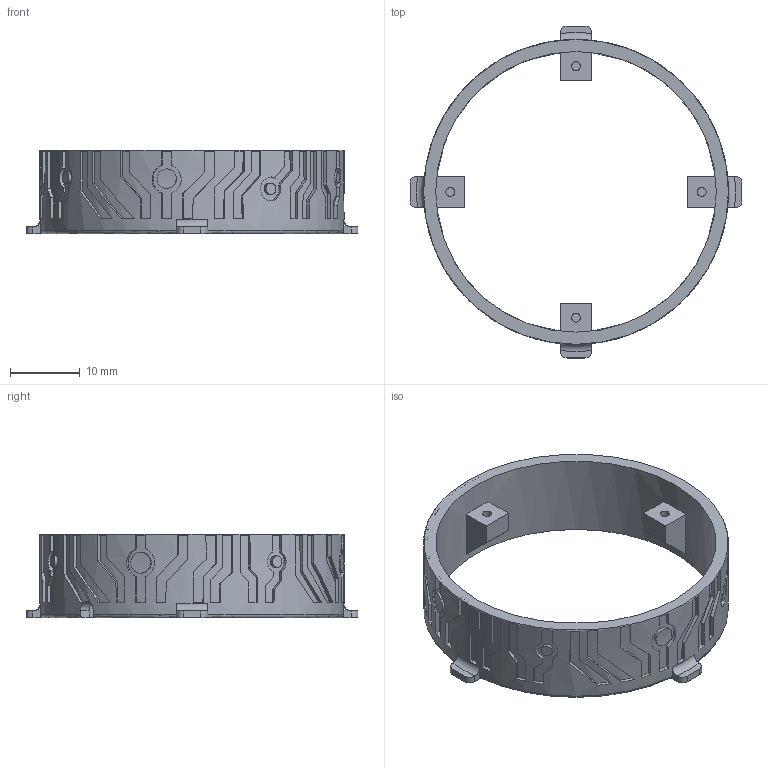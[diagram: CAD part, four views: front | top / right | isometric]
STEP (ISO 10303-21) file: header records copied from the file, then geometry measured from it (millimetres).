
FILE_DESCRIPTION(/* description */ (''),/* implementation_level */ '2;1');
FILE_NAME(/* name */ 'Lift Top v38.step',/* time_stamp */ '2022-01-10T13:28:52+01:00',/* author */ (''),/* organization */ (''),/* preprocessor_version */ 'ST-DEVELOPER v18.1',/* originating_system */ 'Autodesk Translation Framework v10.10.0.1391',/* authorisation */ '');
FILE_SCHEMA (('AUTOMOTIVE_DESIGN { 1 0 10303 214 3 1 1 }'));
Length unit declared in the file: millimetre
Products named in the file (1): Lift Top
Bounding box: 47.7 x 47.7 x 12 mm (x, y, z)
Volume: 2872 mm3; surface area: 4431.8 mm2
Topology: 1 solids, 1 shells, 385 faces, 1011 edges, 674 vertices
Faces by surface type: bspline 186, plane 130, cylinder 56, torus 9, cone 4
Full cylindrical faces by diameter (mm): 1.3 x4, 40.32 x1, 43.8 x1
Entity records: 15147 total; most frequent: CARTESIAN_POINT 6780, ORIENTED_EDGE 2022, DIRECTION 1193, EDGE_CURVE 1011, VERTEX_POINT 674, EDGE_LOOP 433, LINE 411, VECTOR 411
